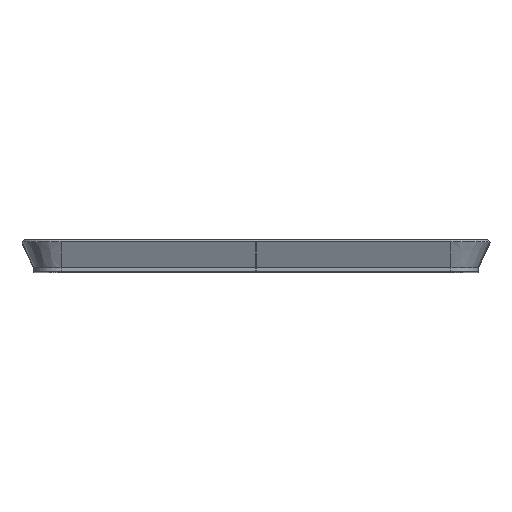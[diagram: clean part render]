
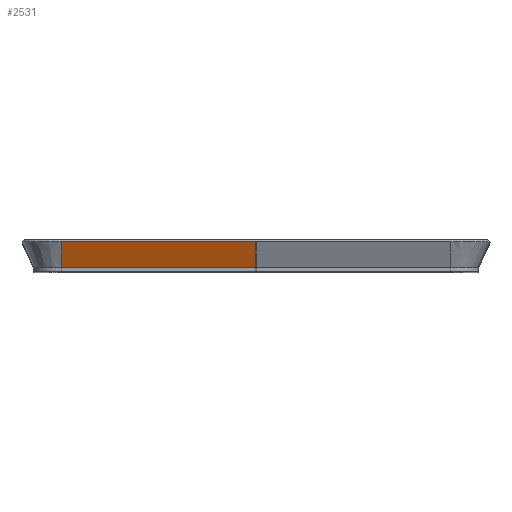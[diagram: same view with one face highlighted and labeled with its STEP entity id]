
A CAD part, top view. The second image highlights one B-rep face of the part: STEP entity #2531.
In plain terms, the highlighted face is planar.
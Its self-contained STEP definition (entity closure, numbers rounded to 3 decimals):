
#4 = PLANE ( 'NONE',  #2372 ) ;
#101 = VECTOR ( 'NONE', #532, 1000. ) ;
#125 = CARTESIAN_POINT ( 'NONE',  ( -267.248, 19.484, -193. ) ) ;
#155 = CARTESIAN_POINT ( 'NONE',  ( -259.5, 2.5, -65. ) ) ;
#264 = VERTEX_POINT ( 'NONE', #777 ) ;
#309 = LINE ( 'NONE', #2120, #721 ) ;
#361 = DIRECTION ( 'NONE',  ( 0.415, -0.91, 0. ) ) ;
#419 = VERTEX_POINT ( 'NONE', #2502 ) ;
#532 = DIRECTION ( 'NONE',  ( 0., 0., 1. ) ) ;
#721 = VECTOR ( 'NONE', #804, 1000. ) ;
#744 = ORIENTED_EDGE ( 'NONE', *, *, #2012, .T. ) ;
#777 = CARTESIAN_POINT ( 'NONE',  ( -259.5, 2.5, -193. ) ) ;
#779 = CARTESIAN_POINT ( 'NONE',  ( -267.248, 19.484, -193. ) ) ;
#797 = LINE ( 'NONE', #125, #1529 ) ;
#804 = DIRECTION ( 'NONE',  ( 0.415, -0.91, 0. ) ) ;
#1128 = FACE_OUTER_BOUND ( 'NONE', #2006, .T. ) ;
#1138 = LINE ( 'NONE', #2043, #1723 ) ;
#1159 = DIRECTION ( 'NONE',  ( 0., 0., 1. ) ) ;
#1162 = DIRECTION ( 'NONE',  ( -0.91, -0.415, 0. ) ) ;
#1319 = DIRECTION ( 'NONE',  ( 0.415, -0.91, 0. ) ) ;
#1511 = EDGE_CURVE ( 'NONE', #2885, #419, #1138, .T. ) ;
#1529 = VECTOR ( 'NONE', #361, 1000. ) ;
#1573 = EDGE_CURVE ( 'NONE', #419, #1971, #309, .T. ) ;
#1723 = VECTOR ( 'NONE', #1159, 1000. ) ;
#1971 = VERTEX_POINT ( 'NONE', #155 ) ;
#2000 = ORIENTED_EDGE ( 'NONE', *, *, #1573, .F. ) ;
#2006 = EDGE_LOOP ( 'NONE', ( #2000, #2634, #744, #2206 ) ) ;
#2012 = EDGE_CURVE ( 'NONE', #2885, #264, #797, .T. ) ;
#2043 = CARTESIAN_POINT ( 'NONE',  ( -267.248, 19.484, -193. ) ) ;
#2120 = CARTESIAN_POINT ( 'NONE',  ( -267.248, 19.484, -65. ) ) ;
#2206 = ORIENTED_EDGE ( 'NONE', *, *, #2314, .T. ) ;
#2237 = CARTESIAN_POINT ( 'NONE',  ( -267.248, 19.484, -193. ) ) ;
#2311 = LINE ( 'NONE', #2775, #101 ) ;
#2314 = EDGE_CURVE ( 'NONE', #264, #1971, #2311, .T. ) ;
#2372 = AXIS2_PLACEMENT_3D ( 'NONE', #2237, #1162, #1319 ) ;
#2502 = CARTESIAN_POINT ( 'NONE',  ( -267.248, 19.484, -65. ) ) ;
#2531 = ADVANCED_FACE ( 'NONE', ( #1128 ), #4, .T. ) ;
#2634 = ORIENTED_EDGE ( 'NONE', *, *, #1511, .F. ) ;
#2775 = CARTESIAN_POINT ( 'NONE',  ( -259.5, 2.5, -193. ) ) ;
#2885 = VERTEX_POINT ( 'NONE', #779 ) ;
